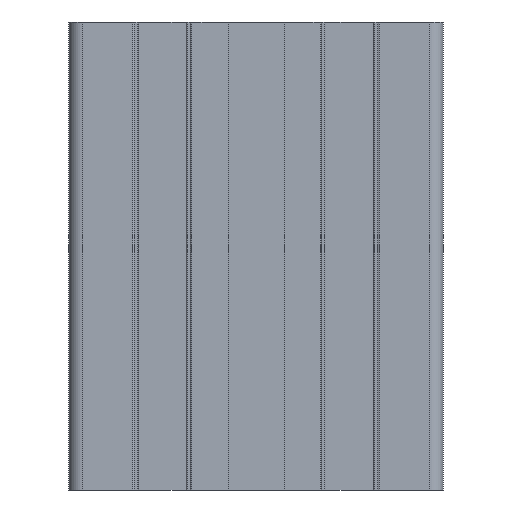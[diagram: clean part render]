
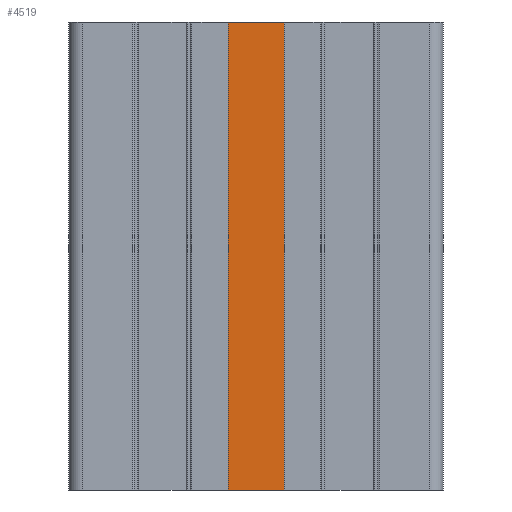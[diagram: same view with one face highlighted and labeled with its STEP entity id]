
A CAD part, front view. The second image highlights one B-rep face of the part: STEP entity #4519.
In plain terms, the highlighted planar face has unit normal (0, -1, 0).
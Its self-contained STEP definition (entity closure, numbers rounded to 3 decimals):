
#62=PLANE('',#4895);
#241=FACE_OUTER_BOUND('',#485,.T.);
#485=EDGE_LOOP('',(#3689,#3690,#3691,#3692));
#680=LINE('',#6424,#1220);
#903=LINE('',#7068,#1443);
#1043=LINE('',#7398,#1583);
#1045=LINE('',#7401,#1585);
#1220=VECTOR('',#5116,12.);
#1443=VECTOR('',#5547,12.);
#1583=VECTOR('',#5851,100.);
#1585=VECTOR('',#5855,100.);
#1914=VERTEX_POINT('',#6421);
#1915=VERTEX_POINT('',#6423);
#2231=VERTEX_POINT('',#7065);
#2232=VERTEX_POINT('',#7067);
#2370=EDGE_CURVE('',#1914,#1915,#680,.T.);
#2692=EDGE_CURVE('',#2231,#2232,#903,.T.);
#2867=EDGE_CURVE('',#1914,#2232,#1043,.T.);
#2869=EDGE_CURVE('',#1915,#2231,#1045,.T.);
#3689=ORIENTED_EDGE('',*,*,#2692,.F.);
#3690=ORIENTED_EDGE('',*,*,#2869,.F.);
#3691=ORIENTED_EDGE('',*,*,#2370,.F.);
#3692=ORIENTED_EDGE('',*,*,#2867,.T.);
#4519=ADVANCED_FACE('',(#241),#62,.T.);
#4895=AXIS2_PLACEMENT_3D('',#7400,#5853,#5854);
#5116=DIRECTION('',(1.,0.,0.));
#5547=DIRECTION('',(-1.,0.,0.));
#5851=DIRECTION('',(0.,0.,-1.));
#5853=DIRECTION('center_axis',(0.,-1.,0.));
#5854=DIRECTION('ref_axis',(-1.,0.,0.));
#5855=DIRECTION('',(0.,0.,-1.));
#6421=CARTESIAN_POINT('',(-5.911,-19.,100.));
#6423=CARTESIAN_POINT('',(6.089,-19.,100.));
#6424=CARTESIAN_POINT('',(3.044,-19.,100.));
#7065=CARTESIAN_POINT('',(6.089,-19.,0.));
#7067=CARTESIAN_POINT('',(-5.911,-19.,0.));
#7068=CARTESIAN_POINT('',(3.044,-19.,0.));
#7398=CARTESIAN_POINT('',(-5.911,-19.,100.));
#7400=CARTESIAN_POINT('Origin',(6.089,-19.,100.));
#7401=CARTESIAN_POINT('',(6.089,-19.,100.));
